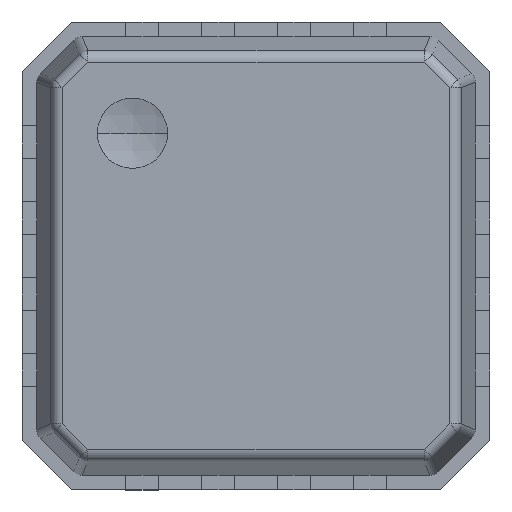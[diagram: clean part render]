
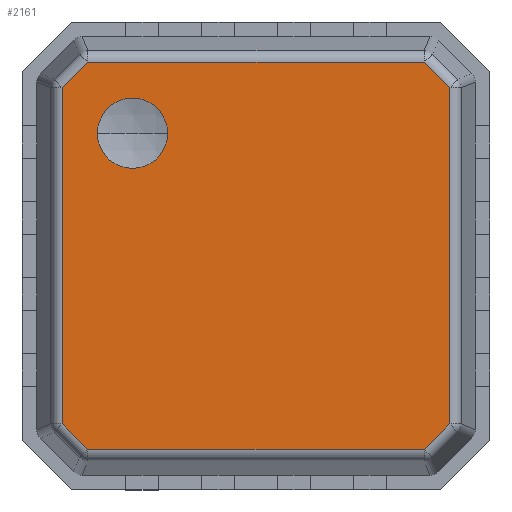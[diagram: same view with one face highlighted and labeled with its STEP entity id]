
A CAD part, top view. The second image highlights one B-rep face of the part: STEP entity #2161.
In plain terms, the highlighted planar face has unit normal (0, 0, 1).
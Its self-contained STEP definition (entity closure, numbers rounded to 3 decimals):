
#434 = VERTEX_POINT ( 'NONE', #3028 ) ;
#436 = EDGE_CURVE ( 'NONE', #434, #437, #3027, .T. ) ;
#437 = VERTEX_POINT ( 'NONE', #3022 ) ;
#725 = ORIENTED_EDGE ( 'NONE', *, *, #726, .T. ) ;
#726 = EDGE_CURVE ( 'NONE', #806, #727, #3639, .T. ) ;
#727 = VERTEX_POINT ( 'NONE', #3635 ) ;
#728 = ORIENTED_EDGE ( 'NONE', *, *, #729, .T. ) ;
#729 = EDGE_CURVE ( 'NONE', #727, #730, #3634, .T. ) ;
#730 = VERTEX_POINT ( 'NONE', #3692 ) ;
#731 = ORIENTED_EDGE ( 'NONE', *, *, #786, .T. ) ;
#732 = VERTEX_POINT ( 'NONE', #3691 ) ;
#786 = EDGE_CURVE ( 'NONE', #730, #732, #3771, .T. ) ;
#787 = ORIENTED_EDGE ( 'NONE', *, *, #788, .T. ) ;
#788 = EDGE_CURVE ( 'NONE', #732, #789, #3767, .T. ) ;
#789 = VERTEX_POINT ( 'NONE', #3763 ) ;
#790 = ORIENTED_EDGE ( 'NONE', *, *, #791, .T. ) ;
#791 = EDGE_CURVE ( 'NONE', #789, #792, #3762, .T. ) ;
#792 = VERTEX_POINT ( 'NONE', #3758 ) ;
#793 = ORIENTED_EDGE ( 'NONE', *, *, #794, .T. ) ;
#794 = EDGE_CURVE ( 'NONE', #792, #795, #3757, .T. ) ;
#795 = VERTEX_POINT ( 'NONE', #3753 ) ;
#796 = ORIENTED_EDGE ( 'NONE', *, *, #797, .T. ) ;
#797 = EDGE_CURVE ( 'NONE', #795, #805, #3809, .T. ) ;
#800 = EDGE_CURVE ( 'NONE', #437, #434, #3789, .T. ) ;
#801 = ORIENTED_EDGE ( 'NONE', *, *, #436, .F. ) ;
#802 = EDGE_LOOP ( 'NONE', ( #803, #725, #728, #731, #787, #790, #793, #796 ) ) ;
#803 = ORIENTED_EDGE ( 'NONE', *, *, #804, .T. ) ;
#804 = EDGE_CURVE ( 'NONE', #805, #806, #3838, .T. ) ;
#805 = VERTEX_POINT ( 'NONE', #3834 ) ;
#806 = VERTEX_POINT ( 'NONE', #3833 ) ;
#2146 = ORIENTED_EDGE ( 'NONE', *, *, #800, .F. ) ;
#2147 = EDGE_LOOP ( 'NONE', ( #2146, #801 ) ) ;
#2161 = ADVANCED_FACE ( 'NONE', ( #7866, #7864 ), #7908, .F. ) ;
#3022 = CARTESIAN_POINT ( 'NONE',  ( -0.756, 1.049, 0.85 ) ) ;
#3023 = DIRECTION ( 'NONE',  ( 1., 0., 0. ) ) ;
#3024 = DIRECTION ( 'NONE',  ( 0., 0., 1. ) ) ;
#3025 = CARTESIAN_POINT ( 'NONE',  ( -1.056, 1.049, 0.85 ) ) ;
#3026 = AXIS2_PLACEMENT_3D ( 'NONE', #3025, #3024, #3023 ) ;
#3027 = CIRCLE ( 'NONE', #3026, 0.3 ) ;
#3028 = CARTESIAN_POINT ( 'NONE',  ( -1.356, 1.049, 0.85 ) ) ;
#3631 = DIRECTION ( 'NONE',  ( -1., 0., 0. ) ) ;
#3632 = VECTOR ( 'NONE', #3631, 1000. ) ;
#3633 = CARTESIAN_POINT ( 'NONE',  ( -1.471, 1.656, 0.85 ) ) ;
#3634 = LINE ( 'NONE', #3633, #3632 ) ;
#3635 = CARTESIAN_POINT ( 'NONE',  ( 1.437, 1.656, 0.85 ) ) ;
#3636 = DIRECTION ( 'NONE',  ( -0.707, 0.707, 0. ) ) ;
#3637 = VECTOR ( 'NONE', #3636, 1000. ) ;
#3638 = CARTESIAN_POINT ( 'NONE',  ( 1.414, 1.68, 0.85 ) ) ;
#3639 = LINE ( 'NONE', #3638, #3637 ) ;
#3691 = CARTESIAN_POINT ( 'NONE',  ( -1.656, 1.437, 0.85 ) ) ;
#3692 = CARTESIAN_POINT ( 'NONE',  ( -1.437, 1.656, 0.85 ) ) ;
#3753 = CARTESIAN_POINT ( 'NONE',  ( 1.437, -1.656, 0.85 ) ) ;
#3754 = DIRECTION ( 'NONE',  ( 1., 0., 0. ) ) ;
#3755 = VECTOR ( 'NONE', #3754, 1000. ) ;
#3756 = CARTESIAN_POINT ( 'NONE',  ( 1.471, -1.656, 0.85 ) ) ;
#3757 = LINE ( 'NONE', #3756, #3755 ) ;
#3758 = CARTESIAN_POINT ( 'NONE',  ( -1.437, -1.656, 0.85 ) ) ;
#3759 = DIRECTION ( 'NONE',  ( 0.707, -0.707, 0. ) ) ;
#3760 = VECTOR ( 'NONE', #3759, 1000. ) ;
#3761 = CARTESIAN_POINT ( 'NONE',  ( -1.414, -1.68, 0.85 ) ) ;
#3762 = LINE ( 'NONE', #3761, #3760 ) ;
#3763 = CARTESIAN_POINT ( 'NONE',  ( -1.656, -1.437, 0.85 ) ) ;
#3764 = DIRECTION ( 'NONE',  ( 0., -1., 0. ) ) ;
#3765 = VECTOR ( 'NONE', #3764, 1000. ) ;
#3766 = CARTESIAN_POINT ( 'NONE',  ( -1.656, -1.471, 0.85 ) ) ;
#3767 = LINE ( 'NONE', #3766, #3765 ) ;
#3768 = DIRECTION ( 'NONE',  ( -0.707, -0.707, 0. ) ) ;
#3769 = VECTOR ( 'NONE', #3768, 1000. ) ;
#3770 = CARTESIAN_POINT ( 'NONE',  ( -1.68, 1.414, 0.85 ) ) ;
#3771 = LINE ( 'NONE', #3770, #3769 ) ;
#3782 = DIRECTION ( 'NONE',  ( 0., 0., 1. ) ) ;
#3783 = CARTESIAN_POINT ( 'NONE',  ( -1.056, 1.049, 0.85 ) ) ;
#3784 = AXIS2_PLACEMENT_3D ( 'NONE', #3783, #3782, #3839 ) ;
#3789 = CIRCLE ( 'NONE', #3784, 0.3 ) ;
#3806 = DIRECTION ( 'NONE',  ( 0.707, 0.707, 0. ) ) ;
#3807 = VECTOR ( 'NONE', #3806, 1000. ) ;
#3808 = CARTESIAN_POINT ( 'NONE',  ( 1.68, -1.414, 0.85 ) ) ;
#3809 = LINE ( 'NONE', #3808, #3807 ) ;
#3833 = CARTESIAN_POINT ( 'NONE',  ( 1.656, 1.437, 0.85 ) ) ;
#3834 = CARTESIAN_POINT ( 'NONE',  ( 1.656, -1.437, 0.85 ) ) ;
#3835 = DIRECTION ( 'NONE',  ( 0., 1., 0. ) ) ;
#3836 = VECTOR ( 'NONE', #3835, 1000. ) ;
#3837 = CARTESIAN_POINT ( 'NONE',  ( 1.656, 1.471, 0.85 ) ) ;
#3838 = LINE ( 'NONE', #3837, #3836 ) ;
#3839 = DIRECTION ( 'NONE',  ( 1., 0., 0. ) ) ;
#7864 = FACE_OUTER_BOUND ( 'NONE', #802, .T. ) ;
#7866 = FACE_BOUND ( 'NONE', #2147, .T. ) ;
#7903 = DIRECTION ( 'NONE',  ( -1., 0., 0. ) ) ;
#7904 = DIRECTION ( 'NONE',  ( 0., 0., -1. ) ) ;
#7905 = CARTESIAN_POINT ( 'NONE',  ( -1.875, 1.875, 0.85 ) ) ;
#7906 = AXIS2_PLACEMENT_3D ( 'NONE', #7905, #7904, #7903 ) ;
#7908 = PLANE ( 'NONE',  #7906 ) ;
